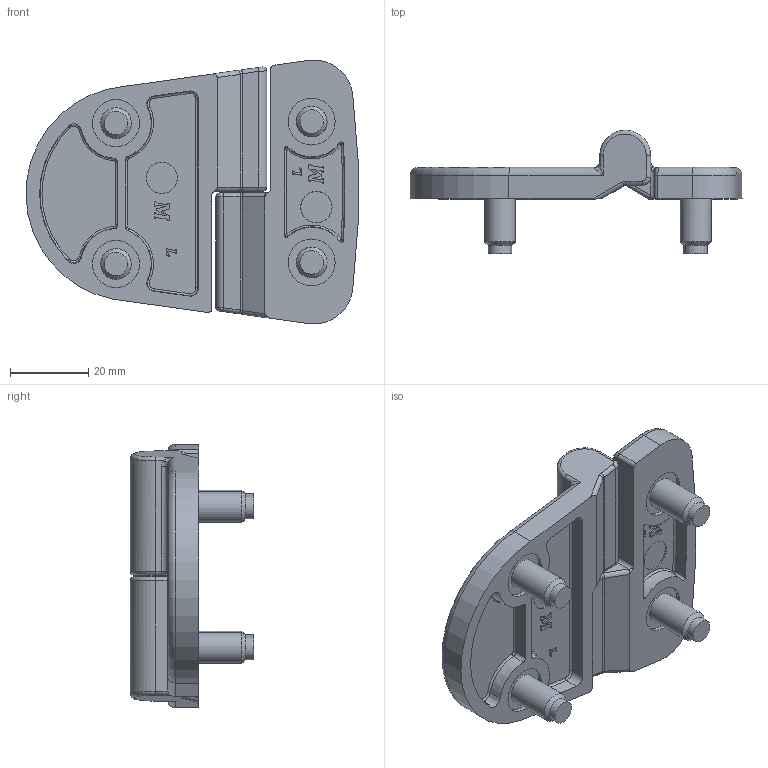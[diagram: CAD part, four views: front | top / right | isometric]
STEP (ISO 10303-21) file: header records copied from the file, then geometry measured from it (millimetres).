
FILE_DESCRIPTION(('STEP AP203'),'1');
FILE_NAME('1499.1.2.002.step','2014-03-04T14:32:28',(' '),(' '),'Spatial InterOp 3D',' ',' ');
FILE_SCHEMA(('CONFIG_CONTROL_DESIGN'));
Length unit declared in the file: millimetre
Products named in the file (8): 1; 2; 3; 4; 5; 6; 7; 8
Bounding box: 84.82 x 31.5 x 67.43 mm (x, y, z)
Volume: 39225.1 mm3; surface area: 19878.5 mm2
Topology: 8 solids, 8 shells, 289 faces, 681 edges, 423 vertices
Faces by surface type: plane 103, cylinder 88, bspline 38, cone 24, torus 22, extrusion 10, sphere 4
Full cylindrical faces by diameter (mm): 6 x6, 6.2 x2, 6.5 x1, 7.85 x4, 11.3 x1, 12 x4
Entity records: 14006 total; most frequent: CARTESIAN_POINT 7387, DIRECTION 1312, ORIENTED_EDGE 1256, EDGE_CURVE 628, AXIS2_PLACEMENT_3D 519, VERTEX_POINT 408, EDGE_LOOP 344, FACE_OUTER_BOUND 309
